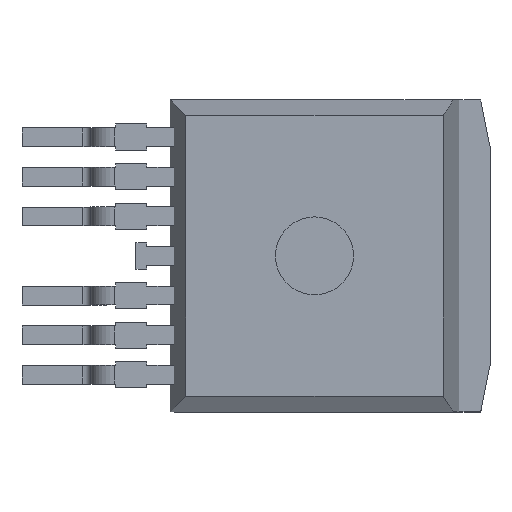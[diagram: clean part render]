
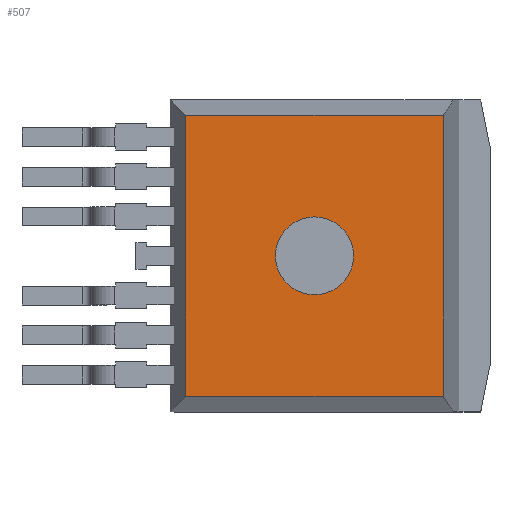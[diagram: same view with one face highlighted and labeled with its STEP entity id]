
A CAD part, top view. The second image highlights one B-rep face of the part: STEP entity #507.
In plain terms, the highlighted planar face has unit normal (0, 0, 1).
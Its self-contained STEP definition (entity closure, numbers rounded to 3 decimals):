
#13=DIRECTION('',(0.,0.,1.));
#34=VECTOR('',#35,1.);
#35=DIRECTION('',(0.,-1.,0.));
#47=DIRECTION('',(1.,0.,0.));
#65=VECTOR('',#66,1.);
#66=DIRECTION('',(-1.,0.,0.));
#110=DIRECTION('',(0.,1.,0.));
#114=ORIENTED_EDGE('',*,*,#115,.T.);
#115=EDGE_CURVE('',#116,#118,#120,.T.);
#116=VERTEX_POINT('',#117);
#117=CARTESIAN_POINT('',(-2.25,4.5,4.42));
#118=VERTEX_POINT('',#119);
#119=CARTESIAN_POINT('',(-2.25,-4.5,4.42));
#120=LINE('',#121,#34);
#121=CARTESIAN_POINT('',(-2.25,5.,4.42));
#362=VECTOR('',#47,1.);
#391=VERTEX_POINT('',#392);
#392=CARTESIAN_POINT('',(6.,4.5,4.42));
#397=ORIENTED_EDGE('',*,*,#398,.T.);
#398=EDGE_CURVE('',#391,#116,#399,.T.);
#399=LINE('',#392,#65);
#417=VECTOR('',#110,1.);
#446=EDGE_CURVE('',#447,#391,#449,.T.);
#447=VERTEX_POINT('',#448);
#448=CARTESIAN_POINT('',(6.,-4.5,4.42));
#449=LINE('',#450,#417);
#450=CARTESIAN_POINT('',(6.,-5.,4.42));
#507=ADVANCED_FACE('',(#508,#514),#524,.T.);
#508=FACE_BOUND('',#509,.T.);
#509=EDGE_LOOP('',(#114,#510,#513,#397));
#510=ORIENTED_EDGE('',*,*,#511,.T.);
#511=EDGE_CURVE('',#118,#447,#512,.T.);
#512=LINE('',#119,#362);
#513=ORIENTED_EDGE('',*,*,#446,.T.);
#514=FACE_BOUND('',#515,.T.);
#515=EDGE_LOOP('',(#516));
#516=ORIENTED_EDGE('',*,*,#517,.T.);
#517=EDGE_CURVE('',#518,#518,#520,.T.);
#518=VERTEX_POINT('',#519);
#519=CARTESIAN_POINT('',(0.625,0.,4.42));
#520=CIRCLE('',#521,1.25);
#521=AXIS2_PLACEMENT_3D('',#522,#523,#66);
#522=CARTESIAN_POINT('',(1.875,0.,4.42));
#523=DIRECTION('',(0.,0.,-1.));
#524=PLANE('',#525);
#525=AXIS2_PLACEMENT_3D('',#526,#13,#47);
#526=CARTESIAN_POINT('',(1.875,0.,4.42));
